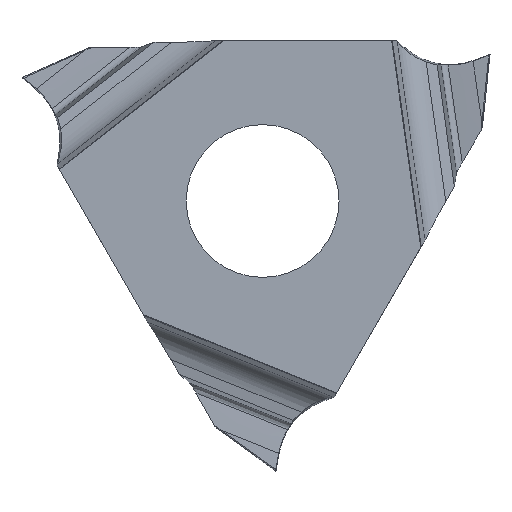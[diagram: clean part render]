
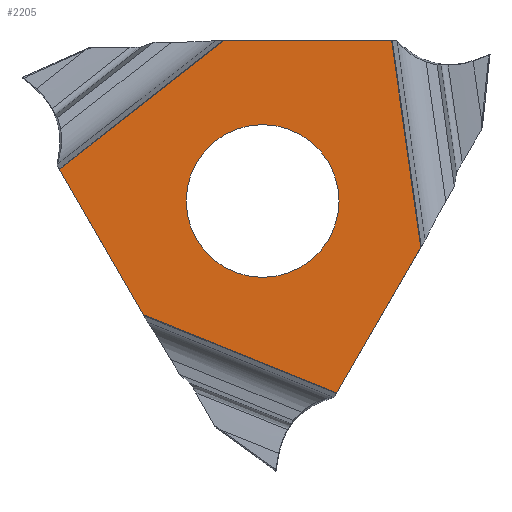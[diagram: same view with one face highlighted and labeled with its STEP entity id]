
A CAD part, left-side view. The second image highlights one B-rep face of the part: STEP entity #2205.
In plain terms, the highlighted planar face has unit normal (-1, 0, 0).
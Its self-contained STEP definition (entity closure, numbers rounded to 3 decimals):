
#42=DIRECTION('',(0.,1.,0.));
#43=VECTOR('',#42,4.941);
#44=CARTESIAN_POINT('',(-3.18,-3.801,4.72));
#45=LINE('',#44,#43);
#344=DIRECTION('',(0.,0.788,-0.616));
#345=VECTOR('',#344,6.153);
#346=CARTESIAN_POINT('',(-3.18,1.14,4.72));
#347=LINE('',#346,#345);
#351=DIRECTION('',(0.,0.139,0.99));
#352=VECTOR('',#351,6.153);
#353=CARTESIAN_POINT('',(-3.18,-4.658,-1.373));
#354=LINE('',#353,#352);
#909=CARTESIAN_POINT('',(-3.18,0.,0.));
#910=DIRECTION('',(1.,0.,0.));
#911=DIRECTION('',(0.,-0.866,0.5));
#912=AXIS2_PLACEMENT_3D('',#909,#910,#911);
#939=CARTESIAN_POINT('',(-3.18,0.,0.));
#940=DIRECTION('',(1.,0.,0.));
#941=DIRECTION('',(0.,0.866,-0.5));
#942=AXIS2_PLACEMENT_3D('',#939,#940,#941);
#1413=DIRECTION('',(0.,-0.5,0.866));
#1414=VECTOR('',#1413,4.941);
#1415=CARTESIAN_POINT('',(-3.18,-2.187,-5.652));
#1416=LINE('',#1415,#1414);
#1520=DIRECTION('',(0.,-0.5,-0.866));
#1521=VECTOR('',#1520,4.941);
#1522=CARTESIAN_POINT('',(-3.18,5.988,0.932));
#1523=LINE('',#1522,#1521);
#1549=DIRECTION('',(0.,-0.927,-0.375));
#1550=VECTOR('',#1549,6.153);
#1551=CARTESIAN_POINT('',(-3.18,3.518,-3.347));
#1552=LINE('',#1551,#1550);
#1774=CARTESIAN_POINT('',(-3.18,-3.801,4.72));
#1775=CARTESIAN_POINT('',(-3.18,1.14,4.72));
#1776=VERTEX_POINT('',#1774);
#1777=VERTEX_POINT('',#1775);
#1778=CARTESIAN_POINT('',(-3.18,5.988,0.932));
#1779=CARTESIAN_POINT('',(-3.18,3.518,-3.347));
#1780=VERTEX_POINT('',#1778);
#1781=VERTEX_POINT('',#1779);
#1782=CARTESIAN_POINT('',(-3.18,-2.187,-5.652));
#1783=CARTESIAN_POINT('',(-3.18,-4.658,-1.373));
#1784=VERTEX_POINT('',#1782);
#1785=VERTEX_POINT('',#1783);
#1786=CARTESIAN_POINT('',(-3.18,1.949,-1.125));
#1787=CARTESIAN_POINT('',(-3.18,-1.949,1.125));
#1788=VERTEX_POINT('',#1786);
#1789=VERTEX_POINT('',#1787);
#2182=CARTESIAN_POINT('',(-3.18,-12.413,-3.499));
#2183=DIRECTION('',(1.,0.,0.));
#2184=DIRECTION('',(0.,0.866,-0.5));
#2185=AXIS2_PLACEMENT_3D('',#2182,#2183,#2184);
#2186=PLANE('',#2185);
#2187=ORIENTED_EDGE('',*,*,#1924,.F.);
#2189=ORIENTED_EDGE('',*,*,#2188,.F.);
#2191=ORIENTED_EDGE('',*,*,#2190,.F.);
#2193=ORIENTED_EDGE('',*,*,#2192,.F.);
#2195=ORIENTED_EDGE('',*,*,#2194,.F.);
#2196=ORIENTED_EDGE('',*,*,#2173,.F.);
#2197=EDGE_LOOP('',(#2187,#2189,#2191,#2193,#2195,#2196));
#2198=FACE_OUTER_BOUND('',#2197,.F.);
#2200=ORIENTED_EDGE('',*,*,#2199,.F.);
#2202=ORIENTED_EDGE('',*,*,#2201,.F.);
#2203=EDGE_LOOP('',(#2200,#2202));
#2204=FACE_BOUND('',#2203,.F.);
#913=CIRCLE('',#912,2.25);
#943=CIRCLE('',#942,2.25);
#1924=EDGE_CURVE('',#1776,#1777,#45,.T.);
#2173=EDGE_CURVE('',#1777,#1780,#347,.T.);
#2188=EDGE_CURVE('',#1785,#1776,#354,.T.);
#2190=EDGE_CURVE('',#1784,#1785,#1416,.T.);
#2192=EDGE_CURVE('',#1781,#1784,#1552,.T.);
#2194=EDGE_CURVE('',#1780,#1781,#1523,.T.);
#2199=EDGE_CURVE('',#1788,#1789,#943,.T.);
#2201=EDGE_CURVE('',#1789,#1788,#913,.T.);
#2205=ADVANCED_FACE('',(#2198,#2204),#2186,.F.);
